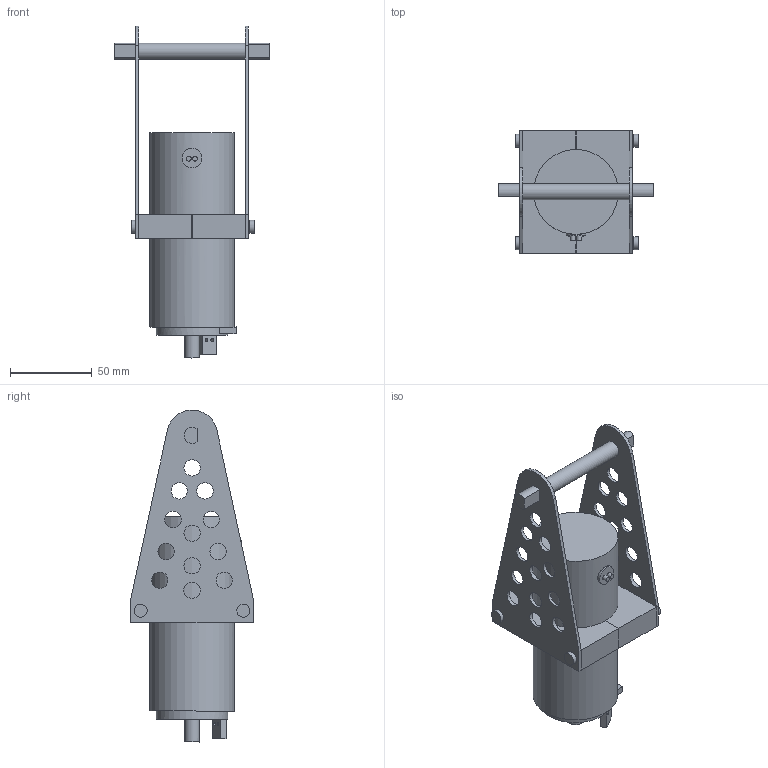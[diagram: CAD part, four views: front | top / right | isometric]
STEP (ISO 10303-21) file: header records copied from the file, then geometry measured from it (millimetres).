
FILE_DESCRIPTION(/* description */ ('Unknown'),/* implementation_level */ '2;1');
FILE_NAME(/* name */ 'Arm_2_motor',/* time_stamp */ '2019-04-05T14:24:31+02:00',/* author */ ('Unknown'),/* organization */ ('Unknown'),/* preprocessor_version */ 'ST-DEVELOPER v16.7',/* originating_system */ 'DEX',/* authorisation */ $);
FILE_SCHEMA (('AUTOMOTIVE_DESIGN {1 0 10303 214 3 1 1}'));
Length unit declared in the file: millimetre
Products named in the file (8): Arm_2_motor; Shoulder motor shaft; 'U' mount plate; Shoulder 'U' mount(L); Shoulder 'U' mount(R); Motor2; 2_RLB_holder; U_longScrewAndNut
Assembly tree (5 placements, depth 2):
  Arm_2_motor
    Shoulder motor shaft
    Motor2
    2_RLB_holder
    U_longScrewAndNut  x2
  'U' mount plate
  Shoulder 'U' mount(L)
  Shoulder 'U' mount(R)
Bounding box: 95 x 75.01 x 203.5 mm (x, y, z)
Volume: 330929.6 mm3; surface area: 76480.7 mm2
Topology: 9 solids, 9 shells, 143 faces, 349 edges, 241 vertices
Faces by surface type: cylinder 74, plane 69
Full cylindrical faces by diameter (mm): 1.5 x2, 2 x2, 3 x2, 3.242 x8, 4 x4, 4.9 x2, 4.917 x8, 6.4 x4, 8 x4, 9 x1, 10 x25, 12 x1, 17 x1, 25 x1, 27 x1, 44 x1, 52 x1
Entity records: 3463 total; most frequent: DIRECTION 534, CARTESIAN_POINT 482, ORIENTED_EDGE 374, EDGE_LOOP 230, FACE_BOUND 230, AXIS2_PLACEMENT_3D 226, EDGE_CURVE 187, VERTEX_POINT 155
